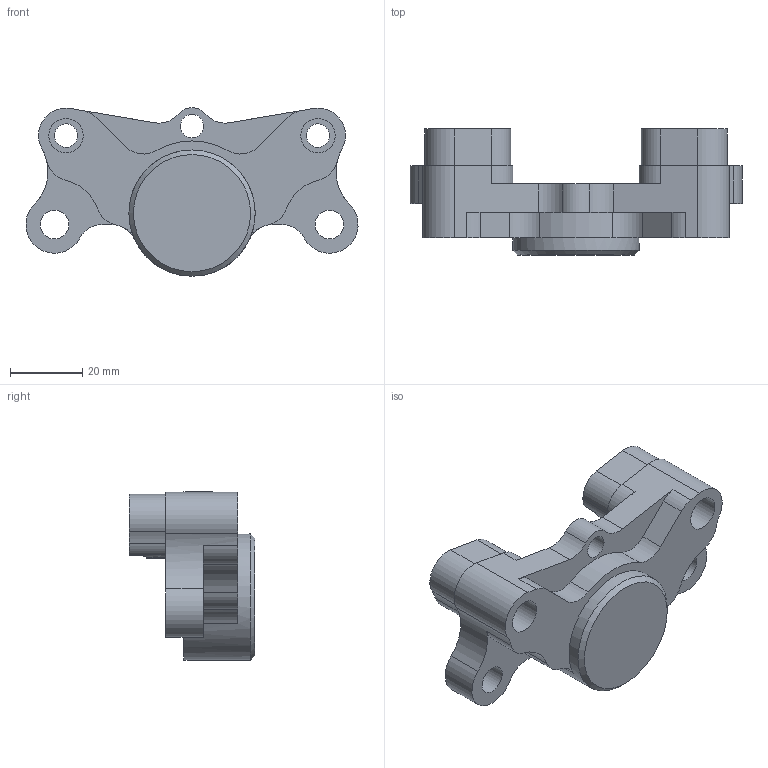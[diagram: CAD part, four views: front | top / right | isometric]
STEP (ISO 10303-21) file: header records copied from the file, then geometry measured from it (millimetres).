
FILE_DESCRIPTION(/* description */ (''),/* implementation_level */ '2;1');
FILE_NAME(/* name */ 'Caliper.step',/* time_stamp */ '2024-10-22T15:03:14-07:00',/* author */ (''),/* organization */ (''),/* preprocessor_version */ 'ST-DEVELOPER v20',/* originating_system */ 'Autodesk Translation Framework v13.20.0.188',/* authorisation */ '');
FILE_SCHEMA (('AUTOMOTIVE_DESIGN { 1 0 10303 214 3 1 1 }'));
Length unit declared in the file: inch
Products named in the file (2): Caliper - Front; Caliper Front
Assembly tree (1 placements, depth 2):
  Caliper - Front
    Caliper Front
Bounding box: 92.04 x 34.92 x 46.71 mm (x, y, z)
Volume: 44146.3 mm3; surface area: 15952.7 mm2
Topology: 1 solids, 1 shells, 83 faces, 227 edges, 151 vertices
Faces by surface type: cylinder 52, plane 27, torus 2, bspline 1, cone 1
Full cylindrical faces by diameter (mm): 6.477 x3, 7.938 x2, 9.525 x2, 27 x1, 35 x1
Entity records: 2893 total; most frequent: CARTESIAN_POINT 605, DIRECTION 505, ORIENTED_EDGE 454, EDGE_CURVE 227, AXIS2_PLACEMENT_3D 201, VERTEX_POINT 151, CIRCLE 116, LINE 103
